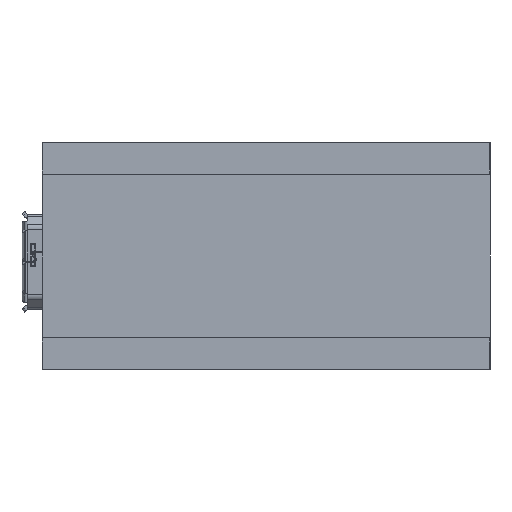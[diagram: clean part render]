
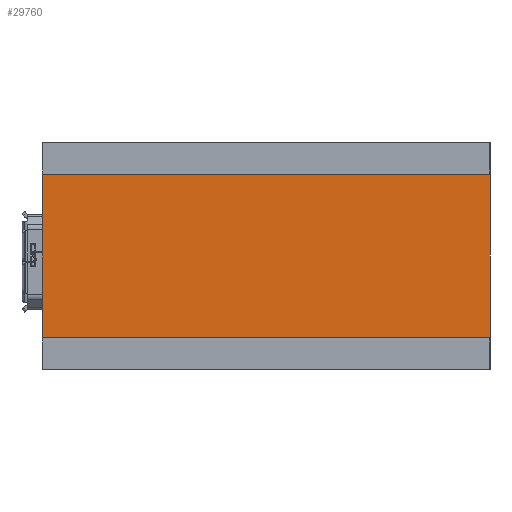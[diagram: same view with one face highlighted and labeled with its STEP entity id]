
A CAD part, front view. The second image highlights one B-rep face of the part: STEP entity #29760.
In plain terms, the highlighted planar face has unit normal (0, -1, 0).
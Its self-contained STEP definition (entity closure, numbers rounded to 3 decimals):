
#1427 = FACE_OUTER_BOUND ( 'NONE', #10716, .T. ) ;
#1462 = VERTEX_POINT ( 'NONE', #15398 ) ;
#1490 = VERTEX_POINT ( 'NONE', #33192 ) ;
#1857 = DIRECTION ( 'NONE',  ( 0., -1., 0. ) ) ;
#3059 = ORIENTED_EDGE ( 'NONE', *, *, #17019, .F. ) ;
#3279 = ORIENTED_EDGE ( 'NONE', *, *, #6660, .F. ) ;
#3562 = EDGE_CURVE ( 'NONE', #1462, #1490, #30616, .T. ) ;
#4498 = LINE ( 'NONE', #13557, #27711 ) ;
#6660 = EDGE_CURVE ( 'NONE', #24353, #1462, #4498, .T. ) ;
#8661 = AXIS2_PLACEMENT_3D ( 'NONE', #13510, #1857, #13780 ) ;
#8774 = CARTESIAN_POINT ( 'NONE',  ( 17.75, 0., 9. ) ) ;
#10716 = EDGE_LOOP ( 'NONE', ( #25088, #3279, #15540, #3059 ) ) ;
#10845 = LINE ( 'NONE', #34959, #13684 ) ;
#11721 = VECTOR ( 'NONE', #29916, 1000. ) ;
#13510 = CARTESIAN_POINT ( 'NONE',  ( 0., 0., 0. ) ) ;
#13557 = CARTESIAN_POINT ( 'NONE',  ( 17.75, 0., -9. ) ) ;
#13684 = VECTOR ( 'NONE', #38004, 1000. ) ;
#13780 = DIRECTION ( 'NONE',  ( 0., 0., -1. ) ) ;
#14571 = LINE ( 'NONE', #8774, #11721 ) ;
#15398 = CARTESIAN_POINT ( 'NONE',  ( -17.75, 0., -9. ) ) ;
#15540 = ORIENTED_EDGE ( 'NONE', *, *, #32614, .F. ) ;
#17019 = EDGE_CURVE ( 'NONE', #1490, #37267, #14571, .T. ) ;
#19321 = DIRECTION ( 'NONE',  ( 0., 0., 1. ) ) ;
#24353 = VERTEX_POINT ( 'NONE', #37040 ) ;
#25088 = ORIENTED_EDGE ( 'NONE', *, *, #3562, .F. ) ;
#27711 = VECTOR ( 'NONE', #28640, 1000. ) ;
#28640 = DIRECTION ( 'NONE',  ( -1., 0., 0. ) ) ;
#29760 = ADVANCED_FACE ( 'NONE', ( #1427 ), #37556, .T. ) ;
#29916 = DIRECTION ( 'NONE',  ( 1., 0., 0. ) ) ;
#30616 = LINE ( 'NONE', #34504, #32012 ) ;
#32012 = VECTOR ( 'NONE', #19321, 1000. ) ;
#32614 = EDGE_CURVE ( 'NONE', #37267, #24353, #10845, .T. ) ;
#33192 = CARTESIAN_POINT ( 'NONE',  ( -17.75, 0., 9. ) ) ;
#34134 = CARTESIAN_POINT ( 'NONE',  ( 17.75, 0., 9. ) ) ;
#34504 = CARTESIAN_POINT ( 'NONE',  ( -17.75, 0., -9. ) ) ;
#34959 = CARTESIAN_POINT ( 'NONE',  ( 17.75, 0., -9. ) ) ;
#37040 = CARTESIAN_POINT ( 'NONE',  ( 17.75, 0., -9. ) ) ;
#37267 = VERTEX_POINT ( 'NONE', #34134 ) ;
#37556 = PLANE ( 'NONE',  #8661 ) ;
#38004 = DIRECTION ( 'NONE',  ( 0., 0., -1. ) ) ;
